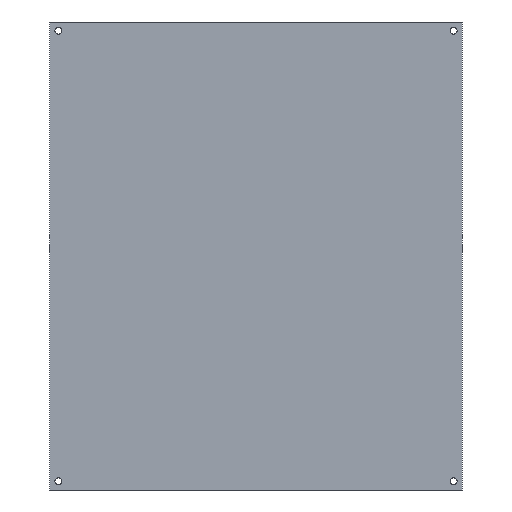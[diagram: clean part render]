
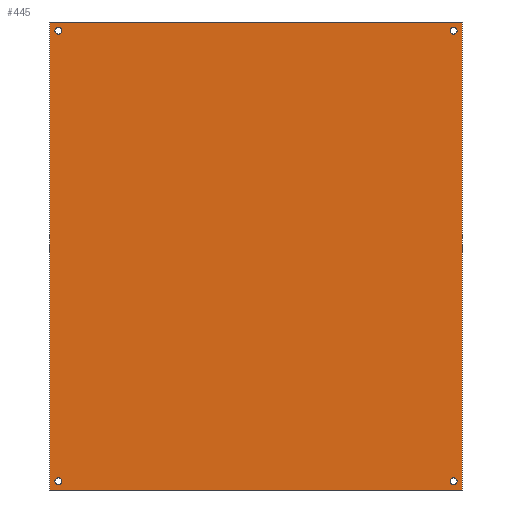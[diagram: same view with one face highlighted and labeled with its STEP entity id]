
A CAD part, front view. The second image highlights one B-rep face of the part: STEP entity #445.
In plain terms, the highlighted planar face has unit normal (0, -1, 0).
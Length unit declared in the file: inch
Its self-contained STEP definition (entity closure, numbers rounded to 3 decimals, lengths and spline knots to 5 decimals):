
#5 = VERTEX_POINT ( 'NONE', #610 ) ;
#10 = DIRECTION ( 'NONE',  ( 0., 0., 1. ) ) ;
#12 = VERTEX_POINT ( 'NONE', #550 ) ;
#13 = ORIENTED_EDGE ( 'NONE', *, *, #127, .T. ) ;
#15 = AXIS2_PLACEMENT_3D ( 'NONE', #122, #74, #539 ) ;
#16 = EDGE_CURVE ( 'NONE', #457, #5, #180, .T. ) ;
#17 = FACE_BOUND ( 'NONE', #638, .T. ) ;
#19 = DIRECTION ( 'NONE',  ( 0., 1., 0. ) ) ;
#24 = CIRCLE ( 'NONE', #675, 0.125 ) ;
#29 = CARTESIAN_POINT ( 'NONE',  ( 0., -0.25, -8.4375 ) ) ;
#36 = VERTEX_POINT ( 'NONE', #137 ) ;
#44 = EDGE_LOOP ( 'NONE', ( #376, #183 ) ) ;
#50 = AXIS2_PLACEMENT_3D ( 'NONE', #300, #355, #724 ) ;
#59 = CARTESIAN_POINT ( 'NONE',  ( 0.3125, -0.25, -16.4375 ) ) ;
#67 = DIRECTION ( 'NONE',  ( 0., 1., 0. ) ) ;
#69 = AXIS2_PLACEMENT_3D ( 'NONE', #94, #515, #220 ) ;
#72 = VERTEX_POINT ( 'NONE', #444 ) ;
#74 = DIRECTION ( 'NONE',  ( 0., 1., 0. ) ) ;
#82 = CIRCLE ( 'NONE', #261, 0.125 ) ;
#94 = CARTESIAN_POINT ( 'NONE',  ( 0.3125, -0.25, -0.3125 ) ) ;
#105 = FACE_BOUND ( 'NONE', #44, .T. ) ;
#112 = DIRECTION ( 'NONE',  ( 0., 0., 1. ) ) ;
#122 = CARTESIAN_POINT ( 'NONE',  ( -10.06518, -0.25, -8.4375 ) ) ;
#123 = ORIENTED_EDGE ( 'NONE', *, *, #176, .T. ) ;
#125 = AXIS2_PLACEMENT_3D ( 'NONE', #670, #19, #371 ) ;
#127 = EDGE_CURVE ( 'NONE', #36, #582, #24, .T. ) ;
#137 = CARTESIAN_POINT ( 'NONE',  ( 14.5625, -0.25, -16.4375 ) ) ;
#138 = EDGE_CURVE ( 'NONE', #582, #36, #305, .T. ) ;
#153 = DIRECTION ( 'NONE',  ( 0., 1., 0. ) ) ;
#158 = ORIENTED_EDGE ( 'NONE', *, *, #749, .T. ) ;
#159 = AXIS2_PLACEMENT_3D ( 'NONE', #684, #210, #740 ) ;
#162 = ORIENTED_EDGE ( 'NONE', *, *, #403, .T. ) ;
#176 = EDGE_CURVE ( 'NONE', #692, #205, #215, .T. ) ;
#180 = CIRCLE ( 'NONE', #225, 0.125 ) ;
#183 = ORIENTED_EDGE ( 'NONE', *, *, #525, .T. ) ;
#185 = FACE_BOUND ( 'NONE', #475, .T. ) ;
#187 = CARTESIAN_POINT ( 'NONE',  ( 14.5625, -0.25, -0.4375 ) ) ;
#199 = DIRECTION ( 'NONE',  ( -1., 0., 0. ) ) ;
#205 = VERTEX_POINT ( 'NONE', #509 ) ;
#210 = DIRECTION ( 'NONE',  ( 0., 1., 0. ) ) ;
#213 = CARTESIAN_POINT ( 'NONE',  ( 14.875, -0.25, -16.875 ) ) ;
#215 = LINE ( 'NONE', #29, #690 ) ;
#220 = DIRECTION ( 'NONE',  ( 0., 0., 1. ) ) ;
#225 = AXIS2_PLACEMENT_3D ( 'NONE', #448, #741, #747 ) ;
#252 = VERTEX_POINT ( 'NONE', #213 ) ;
#256 = CIRCLE ( 'NONE', #125, 0.125 ) ;
#261 = AXIS2_PLACEMENT_3D ( 'NONE', #400, #461, #112 ) ;
#285 = LINE ( 'NONE', #353, #537 ) ;
#293 = ORIENTED_EDGE ( 'NONE', *, *, #354, .T. ) ;
#300 = CARTESIAN_POINT ( 'NONE',  ( 14.5625, -0.25, -0.3125 ) ) ;
#305 = CIRCLE ( 'NONE', #159, 0.125 ) ;
#317 = ORIENTED_EDGE ( 'NONE', *, *, #450, .T. ) ;
#318 = CARTESIAN_POINT ( 'NONE',  ( 14.5625, -0.25, -16.6875 ) ) ;
#324 = VECTOR ( 'NONE', #199, 39.37008 ) ;
#327 = CARTESIAN_POINT ( 'NONE',  ( 0.3125, -0.25, -0.4375 ) ) ;
#341 = VECTOR ( 'NONE', #391, 39.37008 ) ;
#346 = AXIS2_PLACEMENT_3D ( 'NONE', #594, #67, #10 ) ;
#351 = ORIENTED_EDGE ( 'NONE', *, *, #669, .T. ) ;
#353 = CARTESIAN_POINT ( 'NONE',  ( -10.06518, -0.25, -16.875 ) ) ;
#354 = EDGE_CURVE ( 'NONE', #252, #12, #495, .T. ) ;
#355 = DIRECTION ( 'NONE',  ( 0., 1., 0. ) ) ;
#358 = CIRCLE ( 'NONE', #50, 0.125 ) ;
#369 = VERTEX_POINT ( 'NONE', #327 ) ;
#371 = DIRECTION ( 'NONE',  ( 0., 0., 1. ) ) ;
#374 = FACE_BOUND ( 'NONE', #671, .T. ) ;
#376 = ORIENTED_EDGE ( 'NONE', *, *, #16, .T. ) ;
#381 = DIRECTION ( 'NONE',  ( 0., 0., 1. ) ) ;
#385 = EDGE_CURVE ( 'NONE', #488, #489, #441, .T. ) ;
#390 = CIRCLE ( 'NONE', #69, 0.125 ) ;
#391 = DIRECTION ( 'NONE',  ( 0., 0., 1. ) ) ;
#400 = CARTESIAN_POINT ( 'NONE',  ( 0.3125, -0.25, -0.3125 ) ) ;
#403 = EDGE_CURVE ( 'NONE', #205, #252, #285, .T. ) ;
#404 = DIRECTION ( 'NONE',  ( 1., 0., 0. ) ) ;
#415 = FACE_OUTER_BOUND ( 'NONE', #474, .T. ) ;
#417 = ORIENTED_EDGE ( 'NONE', *, *, #385, .T. ) ;
#428 = LINE ( 'NONE', #553, #324 ) ;
#436 = CARTESIAN_POINT ( 'NONE',  ( 14.5625, -0.25, -0.1875 ) ) ;
#441 = CIRCLE ( 'NONE', #346, 0.125 ) ;
#444 = CARTESIAN_POINT ( 'NONE',  ( 0.3125, -0.25, -0.1875 ) ) ;
#445 = ADVANCED_FACE ( 'NONE', ( #105, #185, #17, #374, #415 ), #592, .F. ) ;
#447 = CARTESIAN_POINT ( 'NONE',  ( 0., -0.25, 0. ) ) ;
#448 = CARTESIAN_POINT ( 'NONE',  ( 0.3125, -0.25, -16.5625 ) ) ;
#450 = EDGE_CURVE ( 'NONE', #489, #488, #358, .T. ) ;
#457 = VERTEX_POINT ( 'NONE', #59 ) ;
#461 = DIRECTION ( 'NONE',  ( 0., 1., 0. ) ) ;
#474 = EDGE_LOOP ( 'NONE', ( #162, #293, #556, #123 ) ) ;
#475 = EDGE_LOOP ( 'NONE', ( #13, #746 ) ) ;
#488 = VERTEX_POINT ( 'NONE', #187 ) ;
#489 = VERTEX_POINT ( 'NONE', #436 ) ;
#495 = LINE ( 'NONE', #748, #341 ) ;
#496 = CARTESIAN_POINT ( 'NONE',  ( 14.5625, -0.25, -16.5625 ) ) ;
#501 = DIRECTION ( 'NONE',  ( 0., 0., -1. ) ) ;
#509 = CARTESIAN_POINT ( 'NONE',  ( 0., -0.25, -16.875 ) ) ;
#515 = DIRECTION ( 'NONE',  ( 0., 1., 0. ) ) ;
#525 = EDGE_CURVE ( 'NONE', #5, #457, #256, .T. ) ;
#537 = VECTOR ( 'NONE', #404, 39.37008 ) ;
#539 = DIRECTION ( 'NONE',  ( 0., 0., 1. ) ) ;
#550 = CARTESIAN_POINT ( 'NONE',  ( 14.875, -0.25, 0. ) ) ;
#553 = CARTESIAN_POINT ( 'NONE',  ( -10.06518, -0.25, 0. ) ) ;
#556 = ORIENTED_EDGE ( 'NONE', *, *, #576, .T. ) ;
#576 = EDGE_CURVE ( 'NONE', #12, #692, #428, .T. ) ;
#582 = VERTEX_POINT ( 'NONE', #318 ) ;
#592 = PLANE ( 'NONE',  #15 ) ;
#594 = CARTESIAN_POINT ( 'NONE',  ( 14.5625, -0.25, -0.3125 ) ) ;
#610 = CARTESIAN_POINT ( 'NONE',  ( 0.3125, -0.25, -16.6875 ) ) ;
#638 = EDGE_LOOP ( 'NONE', ( #351, #158 ) ) ;
#669 = EDGE_CURVE ( 'NONE', #72, #369, #390, .T. ) ;
#670 = CARTESIAN_POINT ( 'NONE',  ( 0.3125, -0.25, -16.5625 ) ) ;
#671 = EDGE_LOOP ( 'NONE', ( #317, #417 ) ) ;
#675 = AXIS2_PLACEMENT_3D ( 'NONE', #496, #153, #381 ) ;
#684 = CARTESIAN_POINT ( 'NONE',  ( 14.5625, -0.25, -16.5625 ) ) ;
#690 = VECTOR ( 'NONE', #501, 39.37008 ) ;
#692 = VERTEX_POINT ( 'NONE', #447 ) ;
#724 = DIRECTION ( 'NONE',  ( 0., 0., 1. ) ) ;
#740 = DIRECTION ( 'NONE',  ( 0., 0., 1. ) ) ;
#741 = DIRECTION ( 'NONE',  ( 0., 1., 0. ) ) ;
#746 = ORIENTED_EDGE ( 'NONE', *, *, #138, .T. ) ;
#747 = DIRECTION ( 'NONE',  ( 0., 0., 1. ) ) ;
#748 = CARTESIAN_POINT ( 'NONE',  ( 14.875, -0.25, -8.4375 ) ) ;
#749 = EDGE_CURVE ( 'NONE', #369, #72, #82, .T. ) ;
